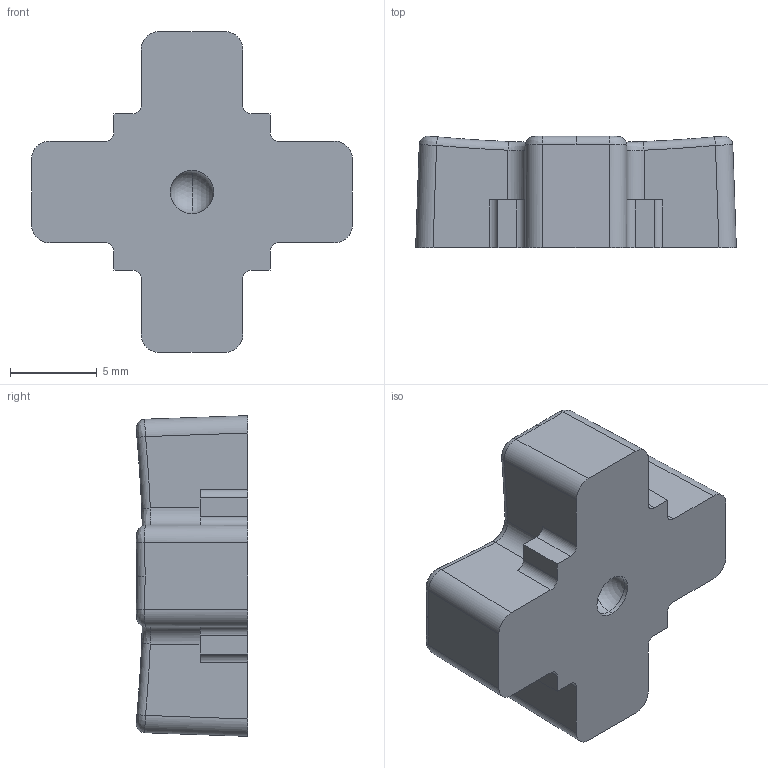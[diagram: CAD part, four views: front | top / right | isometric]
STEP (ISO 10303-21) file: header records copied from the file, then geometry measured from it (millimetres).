
FILE_DESCRIPTION (( 'STEP AP214' ), '1' );
FILE_NAME ('NUCDeck D-Pad - Clicky.STEP', '2023-08-09T02:31:39', ( '' ), ( '' ), 'SwSTEP 2.0', 'SolidWorks 2021', '' );
FILE_SCHEMA (( 'AUTOMOTIVE_DESIGN' ));
Length unit declared in the file: millimetre
Products named in the file (1): NUCDeck D-Pad - Clicky
Bounding box: 18.5 x 6.42 x 18.5 mm (x, y, z)
Volume: 1123.3 mm3; surface area: 800 mm2
Topology: 1 solids, 1 shells, 109 faces, 285 edges, 179 vertices
Faces by surface type: plane 37, torus 28, cylinder 22, bspline 12, sphere 10
Entity records: 3848 total; most frequent: CARTESIAN_POINT 1140, DIRECTION 600, ORIENTED_EDGE 562, EDGE_CURVE 281, AXIS2_PLACEMENT_3D 253, VERTEX_POINT 177, CIRCLE 155, EDGE_LOOP 112
